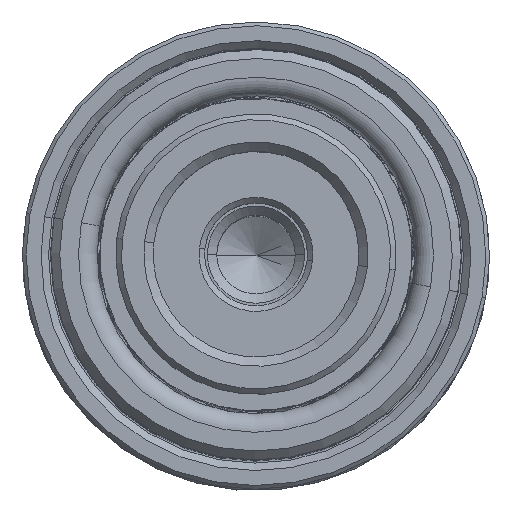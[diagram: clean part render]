
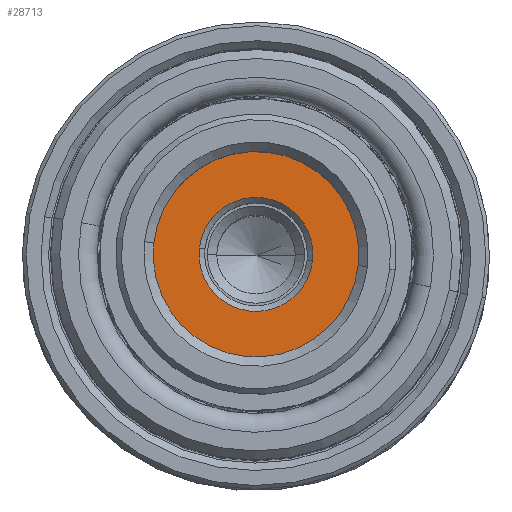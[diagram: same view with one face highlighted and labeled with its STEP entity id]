
A CAD part, top view. The second image highlights one B-rep face of the part: STEP entity #28713.
In plain terms, the highlighted face is planar.
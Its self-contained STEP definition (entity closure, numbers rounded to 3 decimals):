
#47 = AXIS2_PLACEMENT_3D ( 'NONE', #22457, #6796, #25122 ) ;
#1034 = CARTESIAN_POINT ( 'NONE',  ( 5.5, 0., 6.5 ) ) ;
#1266 = DIRECTION ( 'NONE',  ( -1., 0., 0. ) ) ;
#1982 = DIRECTION ( 'NONE',  ( 0., 0., -1. ) ) ;
#2591 = AXIS2_PLACEMENT_3D ( 'NONE', #19003, #19110, #3444 ) ;
#3013 = ORIENTED_EDGE ( 'NONE', *, *, #30212, .T. ) ;
#3444 = DIRECTION ( 'NONE',  ( 1., 0., 0. ) ) ;
#4459 = VERTEX_POINT ( 'NONE', #22284 ) ;
#4757 = CIRCLE ( 'NONE', #11809, 5.5 ) ;
#6060 = EDGE_CURVE ( 'NONE', #19636, #27000, #28984, .T. ) ;
#6796 = DIRECTION ( 'NONE',  ( 0., 0., 1. ) ) ;
#9338 = FACE_OUTER_BOUND ( 'NONE', #19296, .T. ) ;
#10011 = DIRECTION ( 'NONE',  ( 0., 0., 1. ) ) ;
#11809 = AXIS2_PLACEMENT_3D ( 'NONE', #17652, #1982, #20292 ) ;
#12428 = CARTESIAN_POINT ( 'NONE',  ( -5.5, 0., 6.5 ) ) ;
#12601 = CIRCLE ( 'NONE', #47, 3.05 ) ;
#14109 = AXIS2_PLACEMENT_3D ( 'NONE', #32644, #16957, #1266 ) ;
#16473 = PLANE ( 'NONE',  #2591 ) ;
#16957 = DIRECTION ( 'NONE',  ( 0., 0., -1. ) ) ;
#17652 = CARTESIAN_POINT ( 'NONE',  ( 0., 0., 6.5 ) ) ;
#18881 = EDGE_CURVE ( 'NONE', #4459, #20067, #12601, .T. ) ;
#19003 = CARTESIAN_POINT ( 'NONE',  ( 2.75, 0., 6.5 ) ) ;
#19110 = DIRECTION ( 'NONE',  ( 0., 0., 1. ) ) ;
#19296 = EDGE_LOOP ( 'NONE', ( #28729, #3013 ) ) ;
#19482 = CARTESIAN_POINT ( 'NONE',  ( -3.05, 0., 6.5 ) ) ;
#19636 = VERTEX_POINT ( 'NONE', #12428 ) ;
#20067 = VERTEX_POINT ( 'NONE', #19482 ) ;
#20292 = DIRECTION ( 'NONE',  ( -1., 0., 0. ) ) ;
#20651 = EDGE_LOOP ( 'NONE', ( #25838, #27883 ) ) ;
#22284 = CARTESIAN_POINT ( 'NONE',  ( 3.05, 0., 6.5 ) ) ;
#22457 = CARTESIAN_POINT ( 'NONE',  ( 0., 0., 6.5 ) ) ;
#23247 = FACE_BOUND ( 'NONE', #20651, .T. ) ;
#24746 = EDGE_CURVE ( 'NONE', #20067, #4459, #26021, .T. ) ;
#25122 = DIRECTION ( 'NONE',  ( 1., 0., 0. ) ) ;
#25692 = CARTESIAN_POINT ( 'NONE',  ( 0., 0., 6.5 ) ) ;
#25838 = ORIENTED_EDGE ( 'NONE', *, *, #24746, .T. ) ;
#26021 = CIRCLE ( 'NONE', #33462, 3.05 ) ;
#27000 = VERTEX_POINT ( 'NONE', #1034 ) ;
#27883 = ORIENTED_EDGE ( 'NONE', *, *, #18881, .T. ) ;
#28314 = DIRECTION ( 'NONE',  ( 1., 0., 0. ) ) ;
#28713 = ADVANCED_FACE ( 'NONE', ( #23247, #9338 ), #16473, .F. ) ;
#28729 = ORIENTED_EDGE ( 'NONE', *, *, #6060, .T. ) ;
#28984 = CIRCLE ( 'NONE', #14109, 5.5 ) ;
#30212 = EDGE_CURVE ( 'NONE', #27000, #19636, #4757, .T. ) ;
#32644 = CARTESIAN_POINT ( 'NONE',  ( 0., 0., 6.5 ) ) ;
#33462 = AXIS2_PLACEMENT_3D ( 'NONE', #25692, #10011, #28314 ) ;
